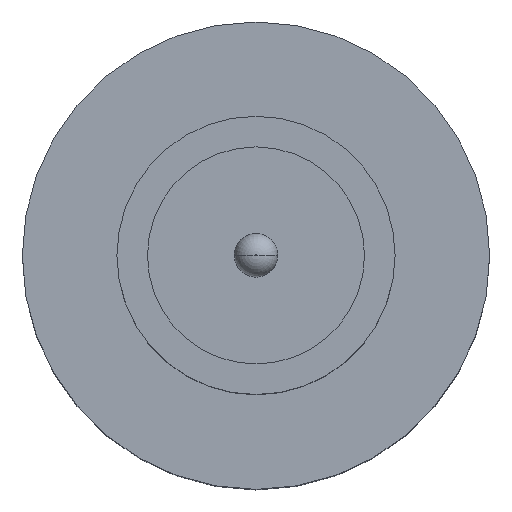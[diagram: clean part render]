
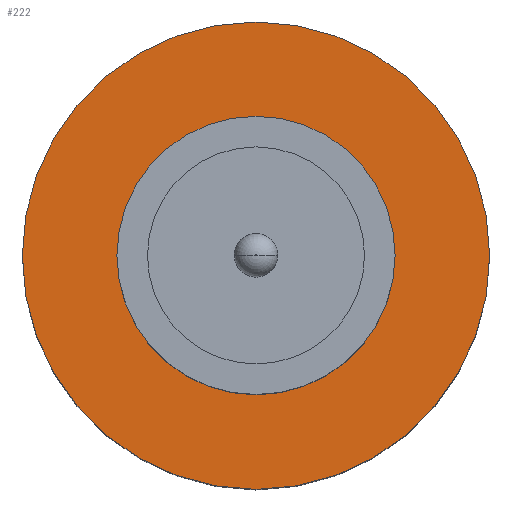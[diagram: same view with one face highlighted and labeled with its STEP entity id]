
A CAD part, top view. The second image highlights one B-rep face of the part: STEP entity #222.
In plain terms, the highlighted planar face has unit normal (0, 0, 1).
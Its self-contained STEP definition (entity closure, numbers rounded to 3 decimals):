
#16 = DIRECTION ( 'NONE',  ( 0., 0., 1. ) ) ;
#36 = DIRECTION ( 'NONE',  ( 0., 0., 1. ) ) ;
#55 = EDGE_LOOP ( 'NONE', ( #297, #505 ) ) ;
#61 = AXIS2_PLACEMENT_3D ( 'NONE', #589, #453, #279 ) ;
#74 = PLANE ( 'NONE',  #61 ) ;
#101 = CARTESIAN_POINT ( 'NONE',  ( 0., 0., 1.55 ) ) ;
#125 = DIRECTION ( 'NONE',  ( 0., 0., 1. ) ) ;
#137 = FACE_OUTER_BOUND ( 'NONE', #239, .T. ) ;
#153 = DIRECTION ( 'NONE',  ( 1., 0., 0. ) ) ;
#176 = CARTESIAN_POINT ( 'NONE',  ( 0., 0., 1.55 ) ) ;
#192 = CIRCLE ( 'NONE', #415, 1.25 ) ;
#197 = CARTESIAN_POINT ( 'NONE',  ( 0., 0., 1.55 ) ) ;
#222 = ADVANCED_FACE ( 'NONE', ( #868, #137 ), #74, .T. ) ;
#239 = EDGE_LOOP ( 'NONE', ( #658, #381 ) ) ;
#257 = DIRECTION ( 'NONE',  ( 1., 0., 0. ) ) ;
#265 = EDGE_CURVE ( 'NONE', #722, #313, #638, .T. ) ;
#279 = DIRECTION ( 'NONE',  ( 1., 0., 0. ) ) ;
#297 = ORIENTED_EDGE ( 'NONE', *, *, #550, .F. ) ;
#302 = AXIS2_PLACEMENT_3D ( 'NONE', #176, #125, #257 ) ;
#309 = CARTESIAN_POINT ( 'NONE',  ( 2.1, 0., 1.55 ) ) ;
#313 = VERTEX_POINT ( 'NONE', #309 ) ;
#341 = CIRCLE ( 'NONE', #302, 2.1 ) ;
#381 = ORIENTED_EDGE ( 'NONE', *, *, #908, .T. ) ;
#399 = CIRCLE ( 'NONE', #793, 1.25 ) ;
#415 = AXIS2_PLACEMENT_3D ( 'NONE', #721, #511, #153 ) ;
#417 = VERTEX_POINT ( 'NONE', #807 ) ;
#453 = DIRECTION ( 'NONE',  ( 0., 0., 1. ) ) ;
#483 = AXIS2_PLACEMENT_3D ( 'NONE', #101, #16, #856 ) ;
#485 = CARTESIAN_POINT ( 'NONE',  ( 1.25, 0., 1.55 ) ) ;
#505 = ORIENTED_EDGE ( 'NONE', *, *, #798, .F. ) ;
#511 = DIRECTION ( 'NONE',  ( 0., 0., 1. ) ) ;
#529 = VERTEX_POINT ( 'NONE', #485 ) ;
#550 = EDGE_CURVE ( 'NONE', #529, #417, #399, .T. ) ;
#589 = CARTESIAN_POINT ( 'NONE',  ( 0., 0., 1.55 ) ) ;
#617 = DIRECTION ( 'NONE',  ( 1., 0., 0. ) ) ;
#638 = CIRCLE ( 'NONE', #483, 2.1 ) ;
#658 = ORIENTED_EDGE ( 'NONE', *, *, #265, .T. ) ;
#721 = CARTESIAN_POINT ( 'NONE',  ( 0., 0., 1.55 ) ) ;
#722 = VERTEX_POINT ( 'NONE', #889 ) ;
#793 = AXIS2_PLACEMENT_3D ( 'NONE', #197, #36, #617 ) ;
#798 = EDGE_CURVE ( 'NONE', #417, #529, #192, .T. ) ;
#807 = CARTESIAN_POINT ( 'NONE',  ( -1.25, 0., 1.55 ) ) ;
#856 = DIRECTION ( 'NONE',  ( 1., 0., 0. ) ) ;
#868 = FACE_BOUND ( 'NONE', #55, .T. ) ;
#889 = CARTESIAN_POINT ( 'NONE',  ( -2.1, 0., 1.55 ) ) ;
#908 = EDGE_CURVE ( 'NONE', #313, #722, #341, .T. ) ;
